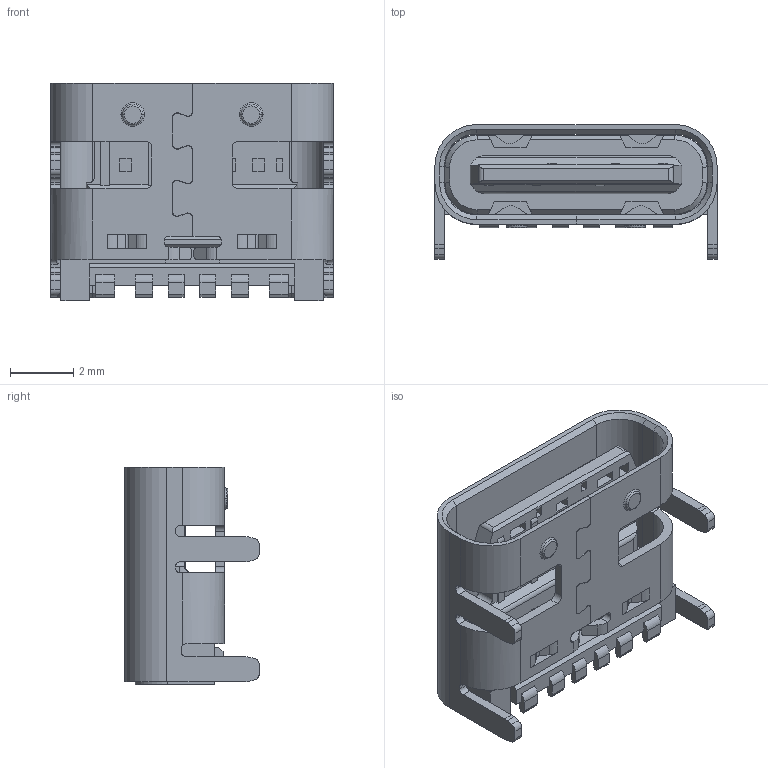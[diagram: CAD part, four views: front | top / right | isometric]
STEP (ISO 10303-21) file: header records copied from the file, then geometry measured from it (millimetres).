
FILE_DESCRIPTION (( 'STEP AP214' ), '1' );
FILE_NAME ('CUI_DEVICES_UJC-HP-3-SMT-TR.step', '2020-04-22T22:18:20', ( '' ), ( '' ), 'SwSTEP 2.0', 'SolidWorks 2020', '' );
FILE_SCHEMA (( 'AUTOMOTIVE_DESIGN' ));
Length unit declared in the file: inch
Products named in the file (1): CUI_DEVICES_UJC-HP-3-SMT-TR
Bounding box: 8.94 x 4.26 x 6.9 mm (x, y, z)
Volume: 90.2 mm3; surface area: 458.8 mm2
Topology: 1 solids, 31 shells, 898 faces, 2423 edges, 1591 vertices
Faces by surface type: plane 648, cylinder 222, cone 18, torus 8, bspline 2
Entity records: 32915 total; most frequent: CARTESIAN_POINT 5400, ORIENTED_EDGE 4848, DIRECTION 4590, EDGE_CURVE 2424, LINE 1904, VECTOR 1904, VERTEX_POINT 1592, AXIS2_PLACEMENT_3D 1343
